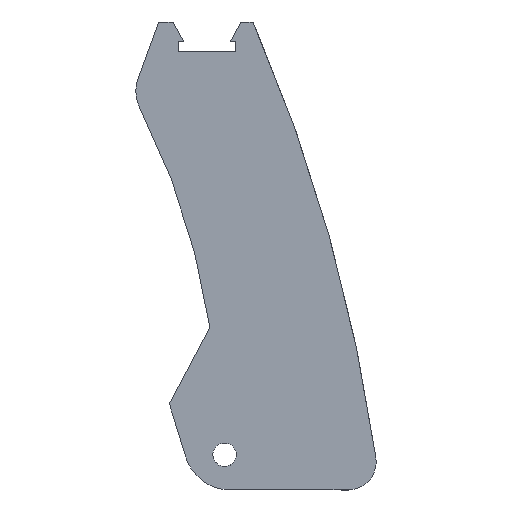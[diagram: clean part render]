
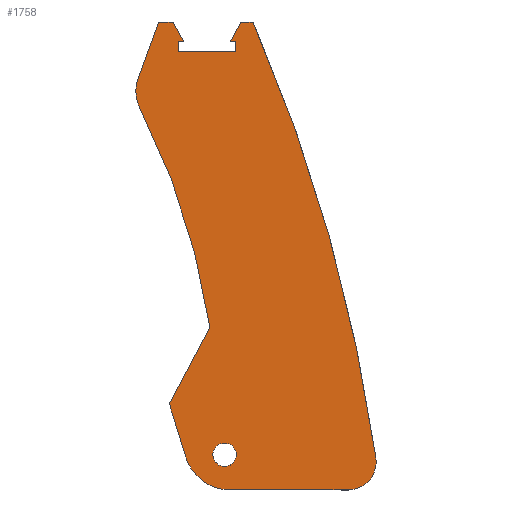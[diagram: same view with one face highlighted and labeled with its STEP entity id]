
A CAD part, left-side view. The second image highlights one B-rep face of the part: STEP entity #1758.
In plain terms, the highlighted face is planar.
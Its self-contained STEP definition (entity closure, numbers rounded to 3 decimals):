
#73=CIRCLE('',#1825,1.25);
#74=CIRCLE('',#1830,76.);
#87=CIRCLE('',#1848,4.);
#88=CIRCLE('',#1850,182.);
#95=CIRCLE('',#1868,3.);
#102=CIRCLE('',#1890,1.25);
#103=CIRCLE('',#1891,5.);
#130=VERTEX_POINT('',#2358);
#131=VERTEX_POINT('',#2359);
#136=VERTEX_POINT('',#2370);
#137=VERTEX_POINT('',#2372);
#154=VERTEX_POINT('',#2459);
#155=VERTEX_POINT('',#2460);
#177=VERTEX_POINT('',#2514);
#182=VERTEX_POINT('',#2529);
#183=VERTEX_POINT('',#2530);
#187=VERTEX_POINT('',#2539);
#199=VERTEX_POINT('',#2568);
#200=VERTEX_POINT('',#2570);
#206=VERTEX_POINT('',#2584);
#208=VERTEX_POINT('',#2588);
#211=VERTEX_POINT('',#2598);
#245=VERTEX_POINT('',#2682);
#246=VERTEX_POINT('',#2686);
#247=VERTEX_POINT('',#2691);
#256=VERTEX_POINT('',#2719);
#284=VERTEX_POINT('',#2805);
#286=VERTEX_POINT('',#2816);
#305=VECTOR('',#1939,1.);
#311=VECTOR('',#1946,1.);
#319=VECTOR('',#1973,1.);
#343=VECTOR('',#2009,1.);
#351=VECTOR('',#2019,1.);
#356=VECTOR('',#2025,1.);
#376=VECTOR('',#2057,1.);
#413=VECTOR('',#2128,1.);
#431=VECTOR('',#2158,1.);
#466=VECTOR('',#2234,1.);
#470=VECTOR('',#2243,1.);
#474=VECTOR('',#2250,1.);
#476=VECTOR('',#2255,1.);
#513=LINE('',#2357,#305);
#519=LINE('',#2371,#311);
#527=LINE('',#2458,#319);
#551=LINE('',#2513,#343);
#559=LINE('',#2528,#351);
#564=LINE('',#2540,#356);
#584=LINE('',#2589,#376);
#621=LINE('',#2681,#413);
#639=LINE('',#2718,#431);
#674=LINE('',#2806,#466);
#678=LINE('',#2815,#470);
#682=LINE('',#2822,#474);
#684=LINE('',#2827,#476);
#721=EDGE_CURVE('',#130,#131,#513,.T.);
#727=EDGE_CURVE('',#137,#136,#519,.T.);
#745=EDGE_CURVE('',#154,#155,#527,.T.);
#771=EDGE_CURVE('',#154,#177,#551,.T.);
#779=EDGE_CURVE('',#182,#183,#559,.T.);
#784=EDGE_CURVE('',#187,#182,#564,.T.);
#798=EDGE_CURVE('',#200,#199,#73,.T.);
#807=EDGE_CURVE('',#206,#208,#584,.T.);
#811=EDGE_CURVE('',#211,#183,#74,.T.);
#858=EDGE_CURVE('',#131,#245,#621,.T.);
#861=EDGE_CURVE('',#246,#136,#87,.T.);
#863=EDGE_CURVE('',#245,#247,#88,.T.);
#878=EDGE_CURVE('',#256,#177,#639,.T.);
#906=EDGE_CURVE('',#247,#208,#95,.T.);
#930=EDGE_CURVE('',#130,#284,#674,.T.);
#934=EDGE_CURVE('',#137,#286,#678,.T.);
#938=EDGE_CURVE('',#256,#284,#682,.T.);
#940=EDGE_CURVE('',#286,#155,#684,.T.);
#941=EDGE_CURVE('',#199,#200,#102,.T.);
#942=EDGE_CURVE('',#211,#246,#87,.T.);
#943=EDGE_CURVE('',#206,#187,#103,.T.);
#1332=ORIENTED_EDGE('',*,*,#798,.T.);
#1333=ORIENTED_EDGE('',*,*,#941,.T.);
#1334=ORIENTED_EDGE('',*,*,#807,.T.);
#1335=ORIENTED_EDGE('',*,*,#906,.F.);
#1336=ORIENTED_EDGE('',*,*,#863,.F.);
#1337=ORIENTED_EDGE('',*,*,#858,.F.);
#1338=ORIENTED_EDGE('',*,*,#721,.F.);
#1339=ORIENTED_EDGE('',*,*,#930,.T.);
#1340=ORIENTED_EDGE('',*,*,#938,.F.);
#1341=ORIENTED_EDGE('',*,*,#878,.T.);
#1342=ORIENTED_EDGE('',*,*,#771,.F.);
#1343=ORIENTED_EDGE('',*,*,#745,.T.);
#1344=ORIENTED_EDGE('',*,*,#940,.F.);
#1345=ORIENTED_EDGE('',*,*,#934,.F.);
#1346=ORIENTED_EDGE('',*,*,#727,.T.);
#1347=ORIENTED_EDGE('',*,*,#861,.F.);
#1348=ORIENTED_EDGE('',*,*,#942,.F.);
#1349=ORIENTED_EDGE('',*,*,#811,.T.);
#1350=ORIENTED_EDGE('',*,*,#779,.F.);
#1351=ORIENTED_EDGE('',*,*,#784,.F.);
#1352=ORIENTED_EDGE('',*,*,#943,.F.);
#1567=EDGE_LOOP('',(#1332,#1333));
#1568=EDGE_LOOP('',(#1334,#1335,#1336,#1337,#1338,#1339,#1340,#1341,#1342,
#1343,#1344,#1345,#1346,#1347,#1348,#1349,#1350,#1351,#1352));
#1667=FACE_BOUND('',#1567,.T.);
#1668=FACE_BOUND('',#1568,.T.);
#1758=ADVANCED_FACE('',(#1667,#1668),#2957,.T.);
#1825=AXIS2_PLACEMENT_3D('',#2569,#2045,#2046);
#1830=AXIS2_PLACEMENT_3D('',#2597,#2064,#2065);
#1848=AXIS2_PLACEMENT_3D('',#2687,#2133,#2134);
#1850=AXIS2_PLACEMENT_3D('',#2690,#2138,#2139);
#1868=AXIS2_PLACEMENT_3D('',#2765,#2200,#2201);
#1889=AXIS2_PLACEMENT_3D('',#2829,#2257,$);
#1890=AXIS2_PLACEMENT_3D('',#2830,#2258,#2259);
#1891=AXIS2_PLACEMENT_3D('',#2831,#2260,#2261);
#1939=DIRECTION('',(-0.47,0.883,0.));
#1946=DIRECTION('',(0.342,-0.94,0.));
#1973=DIRECTION('',(-1.,0.,0.));
#2009=DIRECTION('',(0.,-1.,0.));
#2019=DIRECTION('',(-0.469,0.883,0.));
#2025=DIRECTION('',(0.292,0.956,0.));
#2045=DIRECTION('',(0.,0.,1.));
#2046=DIRECTION('',(1.25,0.,0.));
#2057=DIRECTION('',(-1.,0.,0.));
#2064=DIRECTION('',(0.,0.,1.));
#2065=DIRECTION('',(76.,-0.007,0.));
#2128=DIRECTION('',(-1.,0.,0.));
#2133=DIRECTION('',(0.,0.,1.));
#2134=DIRECTION('',(4.,0.,0.));
#2138=DIRECTION('',(0.,0.,1.));
#2139=DIRECTION('',(182.,-0.016,0.));
#2158=DIRECTION('',(1.,0.,0.));
#2200=DIRECTION('',(0.,0.,1.));
#2201=DIRECTION('',(3.,0.,0.));
#2234=DIRECTION('',(-1.,0.,0.));
#2243=DIRECTION('',(-1.,0.,0.));
#2250=DIRECTION('',(0.,1.,0.));
#2255=DIRECTION('',(-0.47,-0.883,0.));
#2257=DIRECTION('',(0.,0.,-1.));
#2258=DIRECTION('',(0.,0.,1.));
#2259=DIRECTION('',(1.25,0.,0.));
#2260=DIRECTION('',(0.,0.,1.));
#2261=DIRECTION('',(5.,0.,0.));
#2357=CARTESIAN_POINT('',(-1.155,68.792,19.059));
#2358=CARTESIAN_POINT('',(-1.155,68.792,19.059));
#2359=CARTESIAN_POINT('',(-2.274,70.897,19.059));
#2370=CARTESIAN_POINT('',(8.695,64.865,19.059));
#2371=CARTESIAN_POINT('',(6.5,70.897,19.059));
#2372=CARTESIAN_POINT('',(6.5,70.897,19.059));
#2458=CARTESIAN_POINT('',(4.4,68.792,19.059));
#2459=CARTESIAN_POINT('',(4.4,68.792,19.059));
#2460=CARTESIAN_POINT('',(3.829,68.792,19.059));
#2513=CARTESIAN_POINT('',(4.4,68.792,19.059));
#2514=CARTESIAN_POINT('',(4.4,67.722,19.059));
#2528=CARTESIAN_POINT('',(5.345,30.137,19.059));
#2529=CARTESIAN_POINT('',(5.345,30.137,19.059));
#2530=CARTESIAN_POINT('',(1.028,38.259,19.059));
#2539=CARTESIAN_POINT('',(3.616,24.485,19.059));
#2540=CARTESIAN_POINT('',(3.616,24.485,19.059));
#2568=CARTESIAN_POINT('',(0.71,24.697,19.059));
#2569=CARTESIAN_POINT('',(-0.54,24.697,19.059));
#2570=CARTESIAN_POINT('',(-1.79,24.697,19.059));
#2584=CARTESIAN_POINT('',(-1.165,20.947,19.059));
#2588=CARTESIAN_POINT('',(-13.723,20.948,19.059));
#2589=CARTESIAN_POINT('',(-1.165,20.947,19.059));
#2597=CARTESIAN_POINT('',(76.215,27.177,19.059));
#2598=CARTESIAN_POINT('',(8.5,61.681,19.059));
#2681=CARTESIAN_POINT('',(-2.274,70.897,19.059));
#2682=CARTESIAN_POINT('',(-3.576,70.897,19.059));
#2686=CARTESIAN_POINT('',(8.936,63.497,19.059));
#2687=CARTESIAN_POINT('',(4.936,63.497,19.059));
#2690=CARTESIAN_POINT('',(163.486,-1.313,19.059));
#2691=CARTESIAN_POINT('',(-16.693,24.372,19.059));
#2718=CARTESIAN_POINT('',(-1.725,67.722,19.059));
#2719=CARTESIAN_POINT('',(-1.725,67.722,19.059));
#2765=CARTESIAN_POINT('',(-13.723,23.948,19.059));
#2805=CARTESIAN_POINT('',(-1.725,68.792,19.059));
#2806=CARTESIAN_POINT('',(-1.155,68.792,19.059));
#2815=CARTESIAN_POINT('',(6.5,70.897,19.059));
#2816=CARTESIAN_POINT('',(4.949,70.897,19.059));
#2822=CARTESIAN_POINT('',(-1.725,67.722,19.059));
#2827=CARTESIAN_POINT('',(4.949,70.897,19.059));
#2829=CARTESIAN_POINT('',(1.228,67.209,19.059));
#2830=CARTESIAN_POINT('',(-0.54,24.697,19.059));
#2831=CARTESIAN_POINT('',(-1.165,25.947,19.059));
#2957=PLANE('',#1889);
